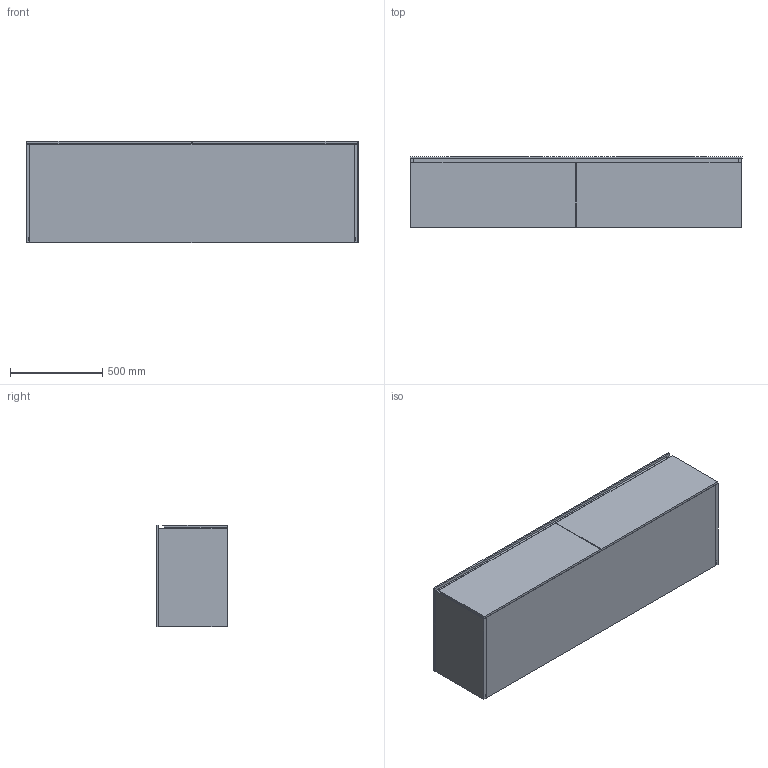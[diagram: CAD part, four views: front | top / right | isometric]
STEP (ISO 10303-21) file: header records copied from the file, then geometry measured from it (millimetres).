
FILE_DESCRIPTION (( 'STEP AP214' ), '1' );
FILE_NAME ('DWP1800375-2AUSNCU-A.STEP', '2020-09-15T10:03:32', ( '' ), ( '' ), 'SwSTEP 2.0', 'SolidWorks 2020', '' );
FILE_SCHEMA (( 'AUTOMOTIVE_DESIGN' ));
Length unit declared in the file: millimetre
Products named in the file (3): DWP 1800375-2AUSNCU-A_us_MDF lackiert<Wie bearbeitet>; DWP 1800375-2AUSNCU-A_wt_Mit Hahnloch ohne šberlauf; DWP1800375-2AUSNCU-A
Assembly tree (2 placements, depth 2):
  DWP1800375-2AUSNCU-A
    DWP 1800375-2AUSNCU-A_wt_Mit Hahnloch ohne šberlauf
    DWP 1800375-2AUSNCU-A_us_MDF lackiert<Wie bearbeitet>
Bounding box: 1800 x 382 x 550 mm (x, y, z)
Volume: 76951568.9 mm3; surface area: 10702468.5 mm2
Topology: 24 solids, 24 shells, 258 faces, 628 edges, 418 vertices
Faces by surface type: plane 208, cylinder 34, bspline 16
Entity records: 140842 total; most frequent: CARTESIAN_POINT 134483, ORIENTED_EDGE 1256, DIRECTION 1128, EDGE_CURVE 628, LINE 514, VECTOR 514, VERTEX_POINT 418, AXIS2_PLACEMENT_3D 307
